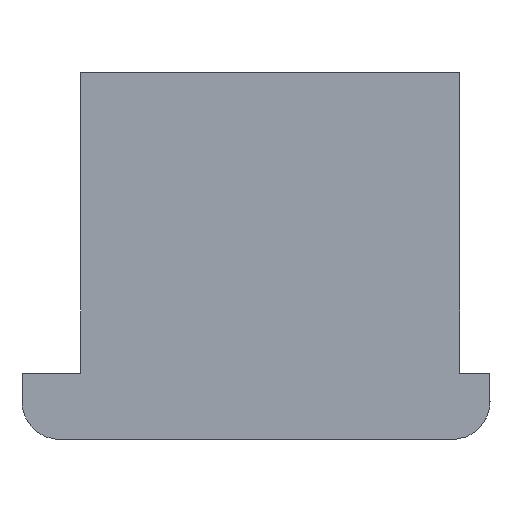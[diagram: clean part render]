
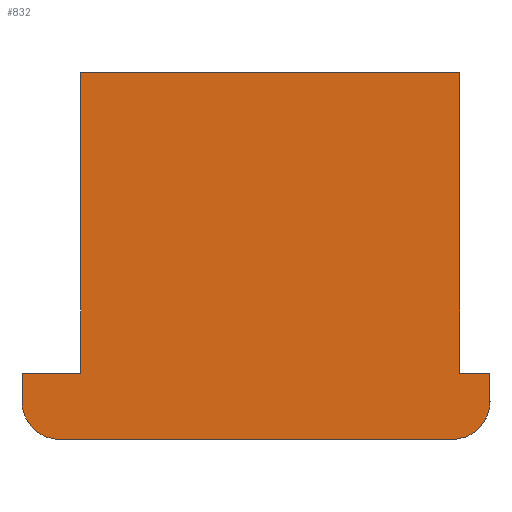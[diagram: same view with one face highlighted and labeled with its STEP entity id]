
A CAD part, left-side view. The second image highlights one B-rep face of the part: STEP entity #832.
In plain terms, the highlighted planar face has unit normal (-1, 0, 0).
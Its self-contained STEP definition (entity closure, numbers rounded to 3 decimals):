
#27=PLANE('',#884);
#66=FACE_OUTER_BOUND('',#114,.T.);
#114=EDGE_LOOP('',(#594,#595,#596,#597,#598,#599,#600,#601,#602,#603));
#169=LINE('',#1189,#272);
#172=LINE('',#1195,#275);
#173=LINE('',#1199,#276);
#174=LINE('',#1201,#277);
#175=LINE('',#1203,#278);
#176=LINE('',#1205,#279);
#177=LINE('',#1207,#280);
#178=LINE('',#1208,#281);
#272=VECTOR('',#956,10.);
#275=VECTOR('',#961,10.);
#276=VECTOR('',#964,10.);
#277=VECTOR('',#965,10.);
#278=VECTOR('',#966,10.);
#279=VECTOR('',#967,10.);
#280=VECTOR('',#968,10.);
#281=VECTOR('',#969,10.);
#373=CIRCLE('',#881,2.);
#375=CIRCLE('',#885,2.);
#389=VERTEX_POINT('',#1179);
#390=VERTEX_POINT('',#1180);
#393=VERTEX_POINT('',#1188);
#395=VERTEX_POINT('',#1194);
#396=VERTEX_POINT('',#1196);
#397=VERTEX_POINT('',#1198);
#398=VERTEX_POINT('',#1200);
#399=VERTEX_POINT('',#1202);
#400=VERTEX_POINT('',#1204);
#401=VERTEX_POINT('',#1206);
#467=EDGE_CURVE('',#389,#390,#373,.T.);
#471=EDGE_CURVE('',#390,#393,#169,.T.);
#474=EDGE_CURVE('',#389,#395,#172,.T.);
#475=EDGE_CURVE('',#396,#395,#375,.T.);
#476=EDGE_CURVE('',#397,#396,#173,.T.);
#477=EDGE_CURVE('',#398,#397,#174,.T.);
#478=EDGE_CURVE('',#399,#398,#175,.T.);
#479=EDGE_CURVE('',#400,#399,#176,.T.);
#480=EDGE_CURVE('',#401,#400,#177,.T.);
#481=EDGE_CURVE('',#401,#393,#178,.T.);
#594=ORIENTED_EDGE('',*,*,#467,.F.);
#595=ORIENTED_EDGE('',*,*,#474,.T.);
#596=ORIENTED_EDGE('',*,*,#475,.F.);
#597=ORIENTED_EDGE('',*,*,#476,.F.);
#598=ORIENTED_EDGE('',*,*,#477,.F.);
#599=ORIENTED_EDGE('',*,*,#478,.F.);
#600=ORIENTED_EDGE('',*,*,#479,.F.);
#601=ORIENTED_EDGE('',*,*,#480,.F.);
#602=ORIENTED_EDGE('',*,*,#481,.T.);
#603=ORIENTED_EDGE('',*,*,#471,.F.);
#832=ADVANCED_FACE('',(#66),#27,.F.);
#881=AXIS2_PLACEMENT_3D('',#1181,#948,#949);
#884=AXIS2_PLACEMENT_3D('',#1193,#959,#960);
#885=AXIS2_PLACEMENT_3D('',#1197,#962,#963);
#948=DIRECTION('center_axis',(1.,0.,0.));
#949=DIRECTION('ref_axis',(0.,0.707,-0.707));
#956=DIRECTION('',(0.,0.,1.));
#959=DIRECTION('center_axis',(1.,0.,0.));
#960=DIRECTION('ref_axis',(0.,0.,1.));
#961=DIRECTION('',(0.,-1.,0.));
#962=DIRECTION('center_axis',(1.,0.,0.));
#963=DIRECTION('ref_axis',(0.,-0.707,-0.707));
#964=DIRECTION('',(0.,0.,-1.));
#965=DIRECTION('',(0.,-1.,0.));
#966=DIRECTION('',(0.,0.,-1.));
#967=DIRECTION('',(0.,-1.,0.));
#968=DIRECTION('',(0.,0.,1.));
#969=DIRECTION('',(0.,1.,0.));
#1179=CARTESIAN_POINT('',(187.648,1088.545,0.));
#1180=CARTESIAN_POINT('',(187.648,1090.545,2.));
#1181=CARTESIAN_POINT('Origin',(187.648,1088.545,2.));
#1188=CARTESIAN_POINT('',(187.648,1090.545,3.5));
#1189=CARTESIAN_POINT('',(187.648,1090.545,142.715));
#1193=CARTESIAN_POINT('Origin',(187.647,1067.445,183.834));
#1194=CARTESIAN_POINT('',(187.647,1067.845,0.));
#1195=CARTESIAN_POINT('',(187.647,1065.945,0.));
#1196=CARTESIAN_POINT('',(187.647,1065.845,2.));
#1197=CARTESIAN_POINT('Origin',(187.647,1067.845,2.));
#1198=CARTESIAN_POINT('',(187.647,1065.845,3.5));
#1199=CARTESIAN_POINT('',(187.647,1065.845,142.715));
#1200=CARTESIAN_POINT('',(187.647,1067.445,3.5));
#1201=CARTESIAN_POINT('',(187.647,1067.445,3.5));
#1202=CARTESIAN_POINT('',(187.647,1067.445,19.363));
#1203=CARTESIAN_POINT('',(187.647,1067.445,142.715));
#1204=CARTESIAN_POINT('',(187.648,1087.445,19.363));
#1205=CARTESIAN_POINT('',(187.648,1077.445,19.363));
#1206=CARTESIAN_POINT('',(187.648,1087.445,3.5));
#1207=CARTESIAN_POINT('',(187.648,1087.445,142.715));
#1208=CARTESIAN_POINT('',(187.648,1088.945,3.5));
